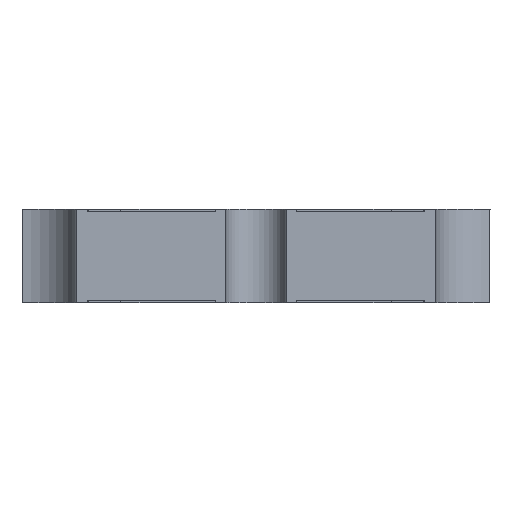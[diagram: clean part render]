
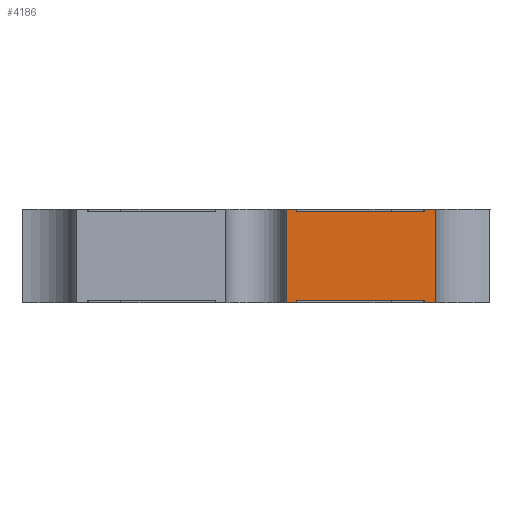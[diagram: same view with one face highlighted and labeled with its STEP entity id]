
A CAD part, left-side view. The second image highlights one B-rep face of the part: STEP entity #4186.
In plain terms, the highlighted planar face has unit normal (-1, 0, 0).
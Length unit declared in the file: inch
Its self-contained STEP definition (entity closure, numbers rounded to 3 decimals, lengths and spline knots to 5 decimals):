
#45 = LINE ( 'NONE', #3619, #3938 ) ;
#111 = LINE ( 'NONE', #1095, #10932 ) ;
#175 = CARTESIAN_POINT ( 'NONE',  ( -0.28, -0.13427, 0.002 ) ) ;
#226 = EDGE_CURVE ( 'NONE', #4303, #7642, #4015, .T. ) ;
#402 = CARTESIAN_POINT ( 'NONE',  ( -0.28, -0.13427, 0. ) ) ;
#492 = ORIENTED_EDGE ( 'NONE', *, *, #6740, .T. ) ;
#565 = EDGE_CURVE ( 'NONE', #11934, #10584, #3864, .T. ) ;
#597 = DIRECTION ( 'NONE',  ( 0., -1., 0. ) ) ;
#610 = ORIENTED_EDGE ( 'NONE', *, *, #887, .T. ) ;
#709 = CARTESIAN_POINT ( 'NONE',  ( -0.28, -0.126, 0.068 ) ) ;
#867 = DIRECTION ( 'NONE',  ( 0., 1., 0. ) ) ;
#887 = EDGE_CURVE ( 'NONE', #2963, #2699, #45, .T. ) ;
#1095 = CARTESIAN_POINT ( 'NONE',  ( -0.28, -0.0305, 0.002 ) ) ;
#1134 = LINE ( 'NONE', #6662, #4165 ) ;
#1146 = LINE ( 'NONE', #8695, #3196 ) ;
#1347 = DIRECTION ( 'NONE',  ( 0., 0., -1. ) ) ;
#1420 = VECTOR ( 'NONE', #597, 39.37008 ) ;
#1424 = VERTEX_POINT ( 'NONE', #7863 ) ;
#1583 = EDGE_CURVE ( 'NONE', #5400, #10884, #111, .T. ) ;
#1690 = VECTOR ( 'NONE', #11358, 39.37008 ) ;
#1692 = EDGE_CURVE ( 'NONE', #3971, #7494, #7973, .T. ) ;
#1782 = CARTESIAN_POINT ( 'NONE',  ( -0.28, 0.1775, 0.002 ) ) ;
#2280 = EDGE_CURVE ( 'NONE', #11934, #7642, #11613, .T. ) ;
#2502 = VECTOR ( 'NONE', #6065, 39.37008 ) ;
#2511 = EDGE_CURVE ( 'NONE', #4303, #4643, #10147, .T. ) ;
#2541 = DIRECTION ( 'NONE',  ( 0., 0., -1. ) ) ;
#2699 = VERTEX_POINT ( 'NONE', #4283 ) ;
#2963 = VERTEX_POINT ( 'NONE', #9613 ) ;
#3164 = LINE ( 'NONE', #402, #1420 ) ;
#3196 = VECTOR ( 'NONE', #6672, 39.37008 ) ;
#3239 = CARTESIAN_POINT ( 'NONE',  ( -0.28, -0.126, 0.002 ) ) ;
#3459 = CARTESIAN_POINT ( 'NONE',  ( -0.28, -0.13427, 0.002 ) ) ;
#3562 = EDGE_CURVE ( 'NONE', #10584, #1424, #5969, .T. ) ;
#3595 = ORIENTED_EDGE ( 'NONE', *, *, #2280, .F. ) ;
#3619 = CARTESIAN_POINT ( 'NONE',  ( -0.28, -0.02246, 0.068 ) ) ;
#3629 = VECTOR ( 'NONE', #867, 39.37008 ) ;
#3792 = DIRECTION ( 'NONE',  ( 0., 0., -1. ) ) ;
#3864 = LINE ( 'NONE', #7627, #1690 ) ;
#3938 = VECTOR ( 'NONE', #10366, 39.37008 ) ;
#3950 = DIRECTION ( 'NONE',  ( 0., 1., 0. ) ) ;
#3971 = VERTEX_POINT ( 'NONE', #6275 ) ;
#4015 = LINE ( 'NONE', #8510, #6356 ) ;
#4064 = CARTESIAN_POINT ( 'NONE',  ( -0.28, -0.0305, 0.068 ) ) ;
#4165 = VECTOR ( 'NONE', #3950, 39.37008 ) ;
#4186 = ADVANCED_FACE ( 'NONE', ( #10551 ), #5942, .F. ) ;
#4283 = CARTESIAN_POINT ( 'NONE',  ( -0.28, -0.02246, 0. ) ) ;
#4303 = VERTEX_POINT ( 'NONE', #6130 ) ;
#4627 = ORIENTED_EDGE ( 'NONE', *, *, #226, .T. ) ;
#4643 = VERTEX_POINT ( 'NONE', #9118 ) ;
#4733 = CARTESIAN_POINT ( 'NONE',  ( -0.28, -0.0305, 0. ) ) ;
#4944 = ORIENTED_EDGE ( 'NONE', *, *, #9600, .F. ) ;
#5052 = CARTESIAN_POINT ( 'NONE',  ( -0.28, -0.0305, 0.068 ) ) ;
#5215 = EDGE_CURVE ( 'NONE', #2699, #10884, #1146, .T. ) ;
#5400 = VERTEX_POINT ( 'NONE', #7965 ) ;
#5942 = PLANE ( 'NONE',  #10137 ) ;
#5969 = LINE ( 'NONE', #4064, #6724 ) ;
#6065 = DIRECTION ( 'NONE',  ( 0., 0., -1. ) ) ;
#6130 = CARTESIAN_POINT ( 'NONE',  ( -0.28, -0.13427, 0.07 ) ) ;
#6275 = CARTESIAN_POINT ( 'NONE',  ( -0.28, -0.126, 0.002 ) ) ;
#6356 = VECTOR ( 'NONE', #11503, 39.37008 ) ;
#6414 = EDGE_CURVE ( 'NONE', #7494, #4643, #3164, .T. ) ;
#6662 = CARTESIAN_POINT ( 'NONE',  ( -0.28, 0., 0.07 ) ) ;
#6672 = DIRECTION ( 'NONE',  ( 0., -1., 0. ) ) ;
#6724 = VECTOR ( 'NONE', #6957, 39.37008 ) ;
#6740 = EDGE_CURVE ( 'NONE', #1424, #2963, #1134, .T. ) ;
#6957 = DIRECTION ( 'NONE',  ( 0., 0., 1. ) ) ;
#7165 = VECTOR ( 'NONE', #8858, 39.37008 ) ;
#7494 = VERTEX_POINT ( 'NONE', #9763 ) ;
#7627 = CARTESIAN_POINT ( 'NONE',  ( -0.28, 0.1775, 0.068 ) ) ;
#7642 = VERTEX_POINT ( 'NONE', #10287 ) ;
#7679 = DIRECTION ( 'NONE',  ( 1., 0., 0. ) ) ;
#7686 = ORIENTED_EDGE ( 'NONE', *, *, #1692, .T. ) ;
#7863 = CARTESIAN_POINT ( 'NONE',  ( -0.28, -0.0305, 0.07 ) ) ;
#7965 = CARTESIAN_POINT ( 'NONE',  ( -0.28, -0.0305, 0.002 ) ) ;
#7973 = LINE ( 'NONE', #3239, #2502 ) ;
#8099 = ORIENTED_EDGE ( 'NONE', *, *, #1583, .F. ) ;
#8206 = ORIENTED_EDGE ( 'NONE', *, *, #3562, .T. ) ;
#8353 = LINE ( 'NONE', #1782, #3629 ) ;
#8510 = CARTESIAN_POINT ( 'NONE',  ( -0.28, 0., 0.07 ) ) ;
#8695 = CARTESIAN_POINT ( 'NONE',  ( -0.28, -0.13427, 0. ) ) ;
#8818 = ORIENTED_EDGE ( 'NONE', *, *, #5215, .T. ) ;
#8858 = DIRECTION ( 'NONE',  ( 0., 0., 1. ) ) ;
#9070 = VECTOR ( 'NONE', #2541, 39.37008 ) ;
#9118 = CARTESIAN_POINT ( 'NONE',  ( -0.28, -0.13427, 0. ) ) ;
#9600 = EDGE_CURVE ( 'NONE', #3971, #5400, #8353, .T. ) ;
#9613 = CARTESIAN_POINT ( 'NONE',  ( -0.28, -0.02246, 0.07 ) ) ;
#9763 = CARTESIAN_POINT ( 'NONE',  ( -0.28, -0.126, 0. ) ) ;
#10137 = AXIS2_PLACEMENT_3D ( 'NONE', #175, #7679, #1347 ) ;
#10147 = LINE ( 'NONE', #3459, #9070 ) ;
#10282 = EDGE_LOOP ( 'NONE', ( #7686, #10787, #10720, #4627, #3595, #11025, #8206, #492, #610, #8818, #8099, #4944 ) ) ;
#10287 = CARTESIAN_POINT ( 'NONE',  ( -0.28, -0.126, 0.07 ) ) ;
#10366 = DIRECTION ( 'NONE',  ( 0., 0., -1. ) ) ;
#10551 = FACE_OUTER_BOUND ( 'NONE', #10282, .T. ) ;
#10570 = CARTESIAN_POINT ( 'NONE',  ( -0.28, -0.126, 0.068 ) ) ;
#10584 = VERTEX_POINT ( 'NONE', #5052 ) ;
#10720 = ORIENTED_EDGE ( 'NONE', *, *, #2511, .F. ) ;
#10787 = ORIENTED_EDGE ( 'NONE', *, *, #6414, .T. ) ;
#10884 = VERTEX_POINT ( 'NONE', #4733 ) ;
#10932 = VECTOR ( 'NONE', #3792, 39.37008 ) ;
#11025 = ORIENTED_EDGE ( 'NONE', *, *, #565, .T. ) ;
#11358 = DIRECTION ( 'NONE',  ( 0., 1., 0. ) ) ;
#11503 = DIRECTION ( 'NONE',  ( 0., 1., 0. ) ) ;
#11613 = LINE ( 'NONE', #10570, #7165 ) ;
#11934 = VERTEX_POINT ( 'NONE', #709 ) ;
